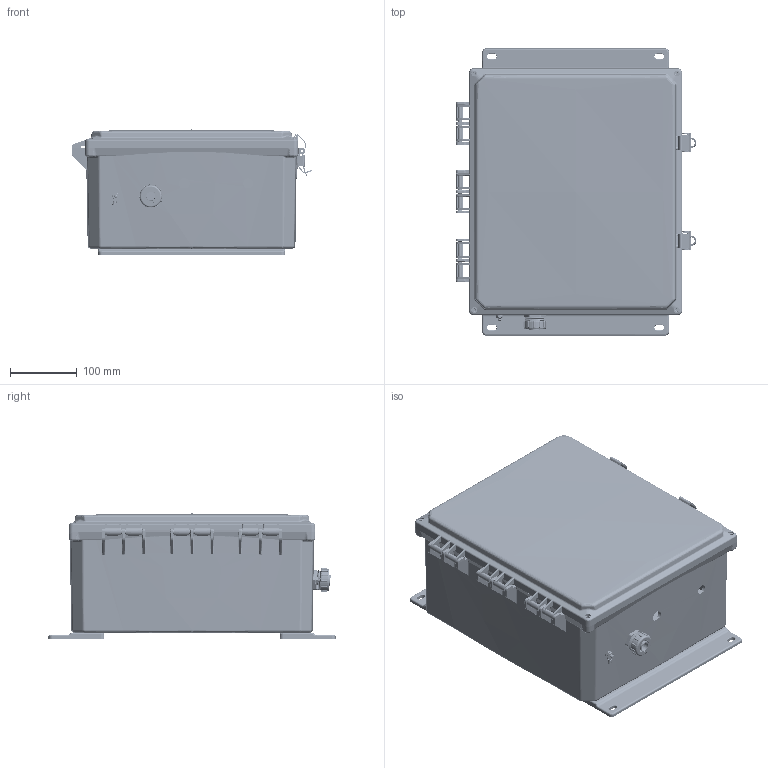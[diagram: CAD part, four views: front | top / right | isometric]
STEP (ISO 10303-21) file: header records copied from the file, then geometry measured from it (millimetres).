
FILE_DESCRIPTION (( 'STEP AP214' ), '1' );
FILE_NAME ('TEBWPC141206-EH0.step', '2020-06-13T15:40:34', ( '' ), ( '' ), 'SwSTEP 2.0', 'SolidWorks 2018', '' );
FILE_SCHEMA (( 'AUTOMOTIVE_DESIGN' ));
Length unit declared in the file: inch
Products named in the file (34): XFS-0020_91735A827; XMH-0041; NBBWPC141206; XF1056-01; XCT-0010; XCT-0005; Integra-Upper Insert; NBBPC141206_Box; XFS-0067_XFS-0067; Integra-Bottom Insert; XMH-0007; NBBPC141206_box assy; XFW-0020; MJSCVR; XF797-02; XFN-0003; XFW-0002; XFS-0017; XFS-0026; NBBPC141206_Latch; XNBBWPC141206-01; NBBPC141206_12IN-MNT-FLANGE; XFS-0032_91735A151; XC-0003; NBPC14-W-LID; XCTB-0002; XHIC-HTR220; TEBWPC141206-EH0; XCT-0011; XFS-0031; XFN-0013; 1AM07-189; XMH-0006; XFS-0059
Assembly tree (63 placements, depth 5):
  TEBWPC141206-EH0
    XNBBWPC141206-01
      NBBWPC141206
        NBBPC141206_box assy
          NBBPC141206_Box
          Integra-Upper Insert  x4
          Integra-Bottom Insert  x4
        NBPC14-W-LID
        NBBPC141206_Latch  x2
        NBBPC141206_12IN-MNT-FLANGE  x2
    XFS-0026
    XFW-0002  x5
    XFN-0003  x2
    XCT-0005
    XCT-0010
    XCT-0011
    XC-0003
    XF1056-01
    XMH-0007  x4
    XFS-0020_91735A827  x4
    XMH-0041
    XFS-0059  x2
    XFS-0032_91735A151  x2
    XCTB-0002
    XFN-0013  x2
    XF797-02
    XFS-0017  x6
    MJSCVR  x2
    1AM07-189
    XFS-0067_XFS-0067
    XHIC-HTR220
    XFW-0020  x2
    XMH-0006
    XFS-0031  x2
Bounding box: 360.69 x 430.53 x 187.45 mm (x, y, z)
Volume: 1514563.8 mm3; surface area: 1418222 mm2
Topology: 65 solids, 71 shells, 9439 faces, 23492 edges, 14029 vertices
Faces by surface type: cylinder 3104, plane 2559, cone 1861, bspline 1610, torus 263, sphere 42
Entity records: 306512 total; most frequent: CARTESIAN_POINT 152861, ORIENTED_EDGE 31252, DIRECTION 24865, EDGE_CURVE 15634, VERTEX_POINT 9520, AXIS2_PLACEMENT_3D 8956, LINE 6953, VECTOR 6953
